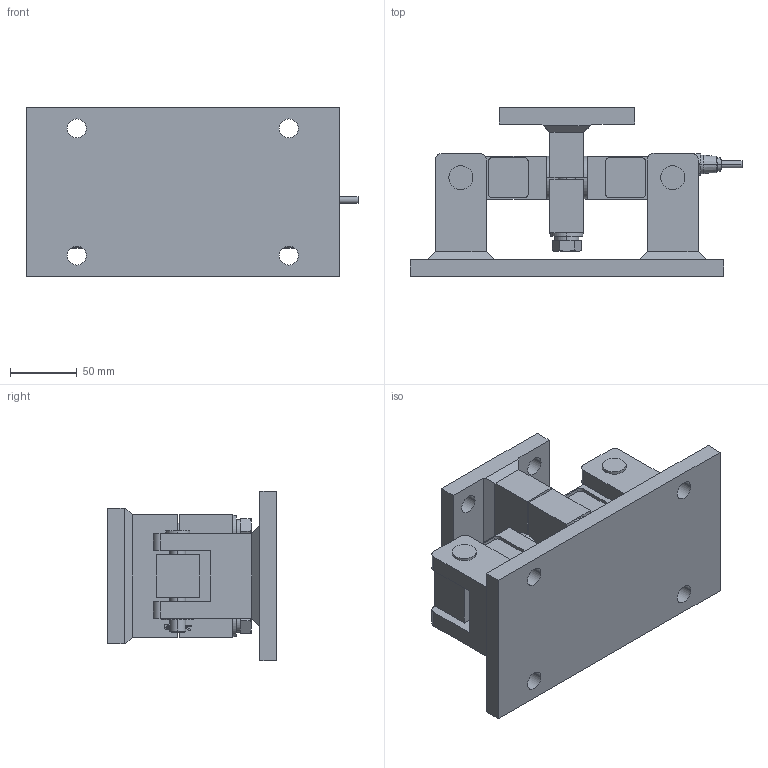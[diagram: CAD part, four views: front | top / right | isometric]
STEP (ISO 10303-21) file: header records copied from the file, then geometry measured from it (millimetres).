
FILE_DESCRIPTION (( 'STEP AP203' ), '1' );
FILE_NAME ('102EHM2-(1-5)Klb.STEP', '2025-07-18T08:41:21', ( '' ), ( '' ), 'SwSTEP 2.0', 'SolidWorks 2024', '' );
FILE_SCHEMA (( 'CONFIG_CONTROL_DESIGN' ));
Length unit declared in the file: millimetre
Products named in the file (1): 102EHM2-(1-5)Klb
Bounding box: 248.75 x 127 x 127 mm (x, y, z)
Volume: 1128585.2 mm3; surface area: 186493.7 mm2
Topology: 4 solids, 4 shells, 292 faces, 706 edges, 450 vertices
Faces by surface type: plane 142, cylinder 108, cone 34, bspline 8
Entity records: 10167 total; most frequent: CARTESIAN_POINT 3197, DIRECTION 1434, ORIENTED_EDGE 1412, EDGE_CURVE 706, AXIS2_PLACEMENT_3D 531, VERTEX_POINT 450, VECTOR 372, LINE 372
